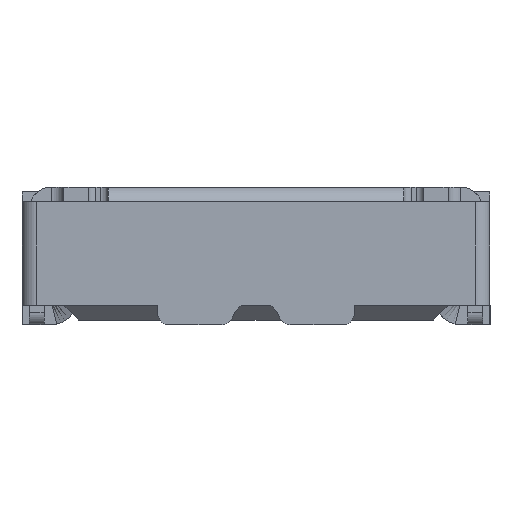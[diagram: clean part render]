
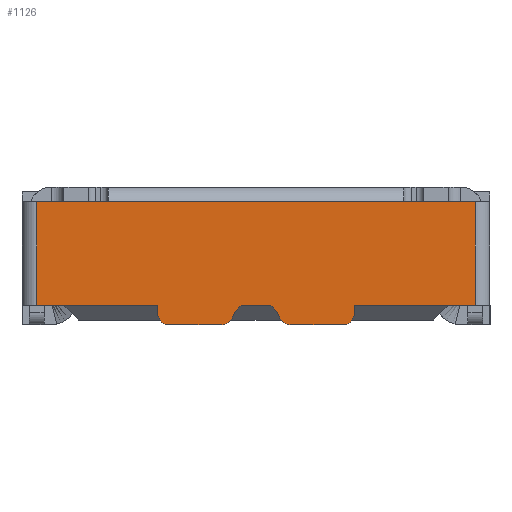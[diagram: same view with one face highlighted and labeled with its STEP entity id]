
A CAD part, left-side view. The second image highlights one B-rep face of the part: STEP entity #1126.
In plain terms, the highlighted planar face has unit normal (-1, 0, 0).
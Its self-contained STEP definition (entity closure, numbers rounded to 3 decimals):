
#371=CIRCLE('',#21844,0.1);
#374=CIRCLE('',#21850,0.05);
#375=CIRCLE('',#21852,0.05);
#427=CIRCLE('',#22001,0.1);
#430=CIRCLE('',#22007,0.05);
#431=CIRCLE('',#22009,0.05);
#1126=ADVANCED_FACE('',(#3119),#2176,.F.);
#2176=PLANE('',#22135);
#3119=FACE_OUTER_BOUND('',#4235,.T.);
#4235=EDGE_LOOP('',(#6899,#6900,#6901,#6902,#6903,#6904,#6905,#6906,#6907,
#6908,#6909,#6910,#6911,#6912,#6913,#6914));
#6899=ORIENTED_EDGE('',*,*,#14597,.F.);
#6900=ORIENTED_EDGE('',*,*,#14598,.F.);
#6901=ORIENTED_EDGE('',*,*,#14393,.F.);
#6902=ORIENTED_EDGE('',*,*,#14397,.F.);
#6903=ORIENTED_EDGE('',*,*,#14400,.T.);
#6904=ORIENTED_EDGE('',*,*,#14399,.F.);
#6905=ORIENTED_EDGE('',*,*,#14386,.F.);
#6906=ORIENTED_EDGE('',*,*,#14599,.F.);
#6907=ORIENTED_EDGE('',*,*,#14137,.T.);
#6908=ORIENTED_EDGE('',*,*,#14150,.F.);
#6909=ORIENTED_EDGE('',*,*,#14151,.T.);
#6910=ORIENTED_EDGE('',*,*,#14148,.F.);
#6911=ORIENTED_EDGE('',*,*,#14144,.F.);
#6912=ORIENTED_EDGE('',*,*,#14600,.F.);
#6913=ORIENTED_EDGE('',*,*,#14337,.F.);
#6914=ORIENTED_EDGE('',*,*,#14601,.F.);
#12032=VERTEX_POINT('',#30254);
#12033=VERTEX_POINT('',#30256);
#12038=VERTEX_POINT('',#30270);
#12039=VERTEX_POINT('',#30271);
#12040=VERTEX_POINT('',#30276);
#12041=VERTEX_POINT('',#30280);
#12153=VERTEX_POINT('',#30725);
#12154=VERTEX_POINT('',#30727);
#12182=VERTEX_POINT('',#30826);
#12183=VERTEX_POINT('',#30828);
#12188=VERTEX_POINT('',#30842);
#12189=VERTEX_POINT('',#30843);
#12190=VERTEX_POINT('',#30848);
#12191=VERTEX_POINT('',#30852);
#12305=VERTEX_POINT('',#31320);
#12306=VERTEX_POINT('',#31321);
#14137=EDGE_CURVE('',#12033,#12032,#371,.T.);
#14144=EDGE_CURVE('',#12038,#12039,#17216,.T.);
#14148=EDGE_CURVE('',#12039,#12040,#374,.T.);
#14150=EDGE_CURVE('',#12041,#12032,#375,.T.);
#14151=EDGE_CURVE('',#12041,#12040,#17221,.T.);
#14337=EDGE_CURVE('',#12154,#12153,#17353,.T.);
#14386=EDGE_CURVE('',#12182,#12183,#427,.T.);
#14393=EDGE_CURVE('',#12188,#12189,#17397,.T.);
#14397=EDGE_CURVE('',#12190,#12188,#430,.T.);
#14399=EDGE_CURVE('',#12183,#12191,#431,.T.);
#14400=EDGE_CURVE('',#12190,#12191,#17402,.T.);
#14597=EDGE_CURVE('',#12305,#12306,#17545,.T.);
#14598=EDGE_CURVE('',#12189,#12305,#17546,.T.);
#14599=EDGE_CURVE('',#12033,#12182,#17547,.T.);
#14600=EDGE_CURVE('',#12153,#12038,#17548,.T.);
#14601=EDGE_CURVE('',#12306,#12154,#17549,.T.);
#17216=LINE('',#30269,#19846);
#17221=LINE('',#30283,#19851);
#17353=LINE('',#30728,#19983);
#17397=LINE('',#30841,#20027);
#17402=LINE('',#30855,#20032);
#17545=LINE('',#31319,#20175);
#17546=LINE('',#31322,#20176);
#17547=LINE('',#31323,#20177);
#17548=LINE('',#31324,#20178);
#17549=LINE('',#31325,#20179);
#19846=VECTOR('',#24124,1.);
#19851=VECTOR('',#24139,1.);
#19983=VECTOR('',#24503,1.);
#20027=VECTOR('',#24619,1.);
#20032=VECTOR('',#24634,1.);
#20175=VECTOR('',#25025,1.);
#20176=VECTOR('',#25026,1.);
#20177=VECTOR('',#25027,1.);
#20178=VECTOR('',#25028,1.);
#20179=VECTOR('',#25029,1.);
#21844=AXIS2_PLACEMENT_3D('',#30255,#24110,#24111);
#21850=AXIS2_PLACEMENT_3D('',#30277,#24130,#24131);
#21852=AXIS2_PLACEMENT_3D('',#30281,#24135,#24136);
#22001=AXIS2_PLACEMENT_3D('',#30827,#24605,#24606);
#22007=AXIS2_PLACEMENT_3D('',#30849,#24625,#24626);
#22009=AXIS2_PLACEMENT_3D('',#30853,#24630,#24631);
#22135=AXIS2_PLACEMENT_3D('',#31326,#25030,#25031);
#24110=DIRECTION('',(1.,0.,0.));
#24111=DIRECTION('',(0.,1.,0.));
#24124=DIRECTION('',(0.,0.,-1.));
#24130=DIRECTION('',(1.,0.,0.));
#24131=DIRECTION('',(0.,0.,1.));
#24135=DIRECTION('',(1.,0.,0.));
#24136=DIRECTION('',(0.,0.,1.));
#24139=DIRECTION('',(0.,-1.,0.));
#24503=DIRECTION('',(0.,0.,-1.));
#24605=DIRECTION('',(-1.,0.,0.));
#24606=DIRECTION('',(0.,-1.,0.));
#24619=DIRECTION('',(0.,0.,1.));
#24625=DIRECTION('',(1.,0.,0.));
#24626=DIRECTION('',(0.,0.,1.));
#24630=DIRECTION('',(1.,0.,0.));
#24631=DIRECTION('',(0.,0.,1.));
#24634=DIRECTION('',(0.,-1.,0.));
#25025=DIRECTION('',(0.,0.,1.));
#25026=DIRECTION('',(0.,1.,0.));
#25027=DIRECTION('',(0.,1.,0.));
#25028=DIRECTION('',(0.,1.,0.));
#25029=DIRECTION('',(0.,-1.,0.));
#25030=DIRECTION('',(1.,0.,0.));
#25031=DIRECTION('',(0.,1.,0.));
#30254=CARTESIAN_POINT('',(-4.55,0.856,0.033));
#30255=CARTESIAN_POINT('',(-4.55,0.95,0.));
#30256=CARTESIAN_POINT('',(-4.55,0.89,0.08));
#30269=CARTESIAN_POINT('',(-4.55,0.55,0.3));
#30270=CARTESIAN_POINT('',(-4.55,0.55,0.08));
#30271=CARTESIAN_POINT('',(-4.55,0.55,0.05));
#30276=CARTESIAN_POINT('',(-4.55,0.6,0.));
#30277=CARTESIAN_POINT('',(-4.55,0.6,0.05));
#30280=CARTESIAN_POINT('',(-4.55,0.809,0.));
#30281=CARTESIAN_POINT('',(-4.55,0.809,0.05));
#30283=CARTESIAN_POINT('',(-4.55,0.95,0.));
#30725=CARTESIAN_POINT('',(-4.55,0.06,0.08));
#30727=CARTESIAN_POINT('',(-4.55,0.06,0.5));
#30728=CARTESIAN_POINT('',(-4.55,0.06,0.49));
#30826=CARTESIAN_POINT('',(-4.55,1.01,0.08));
#30827=CARTESIAN_POINT('',(-4.55,0.95,0.));
#30828=CARTESIAN_POINT('',(-4.55,1.044,0.033));
#30841=CARTESIAN_POINT('',(-4.55,1.35,0.3));
#30842=CARTESIAN_POINT('',(-4.55,1.35,0.05));
#30843=CARTESIAN_POINT('',(-4.55,1.35,0.08));
#30848=CARTESIAN_POINT('',(-4.55,1.3,0.));
#30849=CARTESIAN_POINT('',(-4.55,1.3,0.05));
#30852=CARTESIAN_POINT('',(-4.55,1.091,0.));
#30853=CARTESIAN_POINT('',(-4.55,1.091,0.05));
#30855=CARTESIAN_POINT('',(-4.55,0.95,0.));
#31319=CARTESIAN_POINT('',(-4.55,1.84,0.49));
#31320=CARTESIAN_POINT('',(-4.55,1.84,0.08));
#31321=CARTESIAN_POINT('',(-4.55,1.84,0.5));
#31322=CARTESIAN_POINT('',(-4.55,1.9,0.08));
#31323=CARTESIAN_POINT('',(-4.55,1.9,0.08));
#31324=CARTESIAN_POINT('',(-4.55,0.,0.08));
#31325=CARTESIAN_POINT('',(-4.55,1.58,0.5));
#31326=CARTESIAN_POINT('',(-4.55,1.58,0.49));
